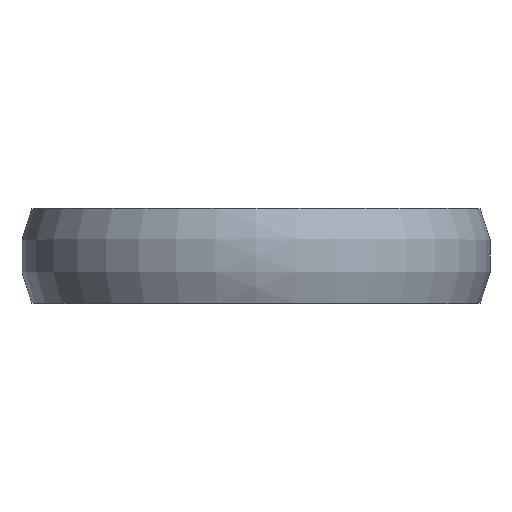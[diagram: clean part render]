
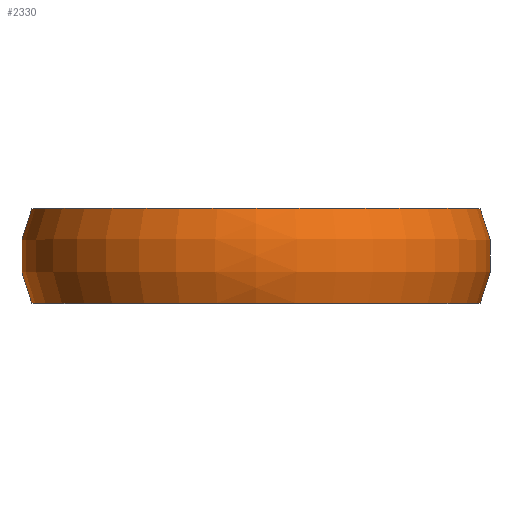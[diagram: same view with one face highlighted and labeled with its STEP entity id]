
A CAD part, top view. The second image highlights one B-rep face of the part: STEP entity #2330.
In plain terms, the highlighted toroidal (fillet/blend) face has major radius 17.309 mm and minor radius 14.191 mm.
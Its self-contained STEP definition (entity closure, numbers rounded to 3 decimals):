
#789=FACE_OUTER_BOUND('',#904,.T.);
#904=EDGE_LOOP('',(#1647,#1648,#1649,#1650,#1651,#1652));
#1051=CIRCLE('',#2466,30.);
#1052=CIRCLE('',#2467,14.191);
#1053=CIRCLE('',#2468,30.);
#1054=CIRCLE('',#2469,30.);
#1055=CIRCLE('',#2470,30.);
#1078=VERTEX_POINT('',#3209);
#1079=VERTEX_POINT('',#3210);
#1080=VERTEX_POINT('',#3212);
#1081=VERTEX_POINT('',#3214);
#1306=EDGE_CURVE('',#1078,#1079,#1051,.T.);
#1307=EDGE_CURVE('',#1079,#1080,#1052,.T.);
#1308=EDGE_CURVE('',#1081,#1080,#1053,.T.);
#1309=EDGE_CURVE('',#1080,#1081,#1054,.T.);
#1310=EDGE_CURVE('',#1079,#1078,#1055,.T.);
#1647=ORIENTED_EDGE('',*,*,#1306,.T.);
#1648=ORIENTED_EDGE('',*,*,#1307,.T.);
#1649=ORIENTED_EDGE('',*,*,#1308,.F.);
#1650=ORIENTED_EDGE('',*,*,#1309,.F.);
#1651=ORIENTED_EDGE('',*,*,#1307,.F.);
#1652=ORIENTED_EDGE('',*,*,#1310,.T.);
#2329=TOROIDAL_SURFACE('',#2465,17.309,14.191);
#2330=ADVANCED_FACE('',(#789),#2329,.T.);
#2465=AXIS2_PLACEMENT_3D('',#3208,#2609,#2610);
#2466=AXIS2_PLACEMENT_3D('',#3211,#2611,#2612);
#2467=AXIS2_PLACEMENT_3D('',#3213,#2613,#2614);
#2468=AXIS2_PLACEMENT_3D('',#3215,#2615,#2616);
#2469=AXIS2_PLACEMENT_3D('',#3216,#2617,#2618);
#2470=AXIS2_PLACEMENT_3D('',#3217,#2619,#2620);
#2609=DIRECTION('center_axis',(0.,-1.,0.));
#2610=DIRECTION('ref_axis',(0.,0.,-1.));
#2611=DIRECTION('center_axis',(0.,1.,0.));
#2612=DIRECTION('ref_axis',(-1.,0.,0.));
#2613=DIRECTION('center_axis',(-1.,0.,0.));
#2614=DIRECTION('ref_axis',(0.,0.,1.));
#2615=DIRECTION('center_axis',(0.,1.,0.));
#2616=DIRECTION('ref_axis',(-1.,0.,0.));
#2617=DIRECTION('center_axis',(0.,1.,0.));
#2618=DIRECTION('ref_axis',(-1.,0.,0.));
#2619=DIRECTION('center_axis',(0.,1.,0.));
#2620=DIRECTION('ref_axis',(-1.,0.,0.));
#3208=CARTESIAN_POINT('Origin',(0.,6.35,0.));
#3209=CARTESIAN_POINT('',(30.,0.,0.));
#3210=CARTESIAN_POINT('',(0.,0.,30.));
#3211=CARTESIAN_POINT('Origin',(0.,0.,0.));
#3212=CARTESIAN_POINT('',(0.,12.7,30.));
#3213=CARTESIAN_POINT('Origin',(0.,6.35,17.309));
#3214=CARTESIAN_POINT('',(30.,12.7,0.));
#3215=CARTESIAN_POINT('Origin',(0.,12.7,0.));
#3216=CARTESIAN_POINT('Origin',(0.,12.7,0.));
#3217=CARTESIAN_POINT('Origin',(0.,0.,0.));
